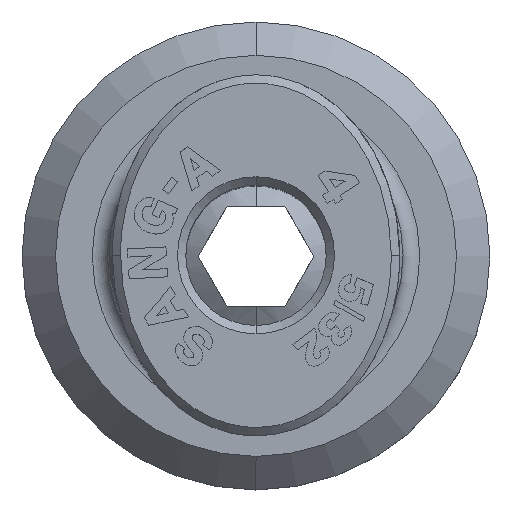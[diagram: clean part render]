
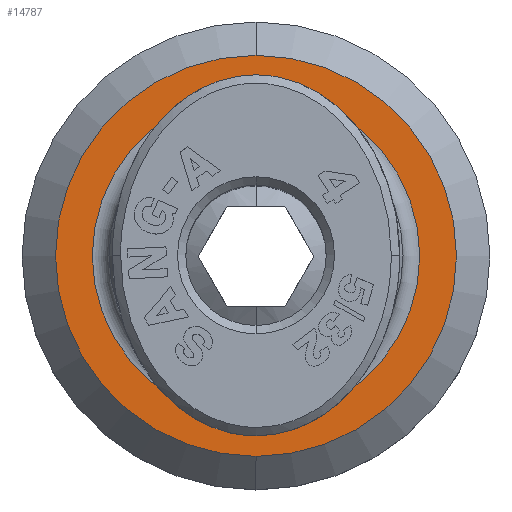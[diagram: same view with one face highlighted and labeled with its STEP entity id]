
A CAD part, top view. The second image highlights one B-rep face of the part: STEP entity #14787.
In plain terms, the highlighted planar face has unit normal (0, 0, 1).
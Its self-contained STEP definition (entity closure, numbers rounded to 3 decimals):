
#820 = DIRECTION ( 'NONE',  ( 0., -1., 0. ) ) ;
#870 = CARTESIAN_POINT ( 'NONE',  ( 22.995, 0., 5.504 ) ) ;
#939 = DIRECTION ( 'NONE',  ( 0., 0., 1. ) ) ;
#1533 = CIRCLE ( 'NONE', #10891, 4.9 ) ;
#2420 = DIRECTION ( 'NONE',  ( 0., 1., 0. ) ) ;
#2542 = DIRECTION ( 'NONE',  ( 0., 0., 1. ) ) ;
#3809 = PLANE ( 'NONE',  #14013 ) ;
#4014 = DIRECTION ( 'NONE',  ( 0., 1., 0. ) ) ;
#4609 = ORIENTED_EDGE ( 'NONE', *, *, #11943, .F. ) ;
#4692 = ORIENTED_EDGE ( 'NONE', *, *, #5370, .F. ) ;
#4986 = CARTESIAN_POINT ( 'NONE',  ( 22.995, -6., 5.504 ) ) ;
#5370 = EDGE_CURVE ( 'NONE', #6457, #15427, #18882, .T. ) ;
#6457 = VERTEX_POINT ( 'NONE', #17419 ) ;
#6933 = CARTESIAN_POINT ( 'NONE',  ( 22.995, 6., 5.504 ) ) ;
#7489 = AXIS2_PLACEMENT_3D ( 'NONE', #15744, #8488, #12759 ) ;
#7686 = DIRECTION ( 'NONE',  ( 0., 1., 0. ) ) ;
#8488 = DIRECTION ( 'NONE',  ( 0., 0., 1. ) ) ;
#9091 = CARTESIAN_POINT ( 'NONE',  ( 22.995, -4.9, 5.504 ) ) ;
#9857 = AXIS2_PLACEMENT_3D ( 'NONE', #870, #939, #820 ) ;
#9887 = EDGE_CURVE ( 'NONE', #13376, #12937, #12465, .T. ) ;
#10092 = CARTESIAN_POINT ( 'NONE',  ( 22.995, 0., 5.504 ) ) ;
#10604 = EDGE_LOOP ( 'NONE', ( #4692, #4609 ) ) ;
#10891 = AXIS2_PLACEMENT_3D ( 'NONE', #18749, #12665, #2420 ) ;
#11010 = EDGE_CURVE ( 'NONE', #12937, #13376, #14084, .T. ) ;
#11943 = EDGE_CURVE ( 'NONE', #15427, #6457, #1533, .T. ) ;
#12278 = EDGE_LOOP ( 'NONE', ( #13899, #14533 ) ) ;
#12465 = CIRCLE ( 'NONE', #7489, 6. ) ;
#12665 = DIRECTION ( 'NONE',  ( 0., 0., 1. ) ) ;
#12759 = DIRECTION ( 'NONE',  ( 0., -1., 0. ) ) ;
#12937 = VERTEX_POINT ( 'NONE', #6933 ) ;
#13042 = AXIS2_PLACEMENT_3D ( 'NONE', #10092, #17229, #4014 ) ;
#13376 = VERTEX_POINT ( 'NONE', #4986 ) ;
#13899 = ORIENTED_EDGE ( 'NONE', *, *, #9887, .T. ) ;
#14013 = AXIS2_PLACEMENT_3D ( 'NONE', #18460, #2542, #7686 ) ;
#14084 = CIRCLE ( 'NONE', #9857, 6. ) ;
#14272 = FACE_OUTER_BOUND ( 'NONE', #12278, .T. ) ;
#14533 = ORIENTED_EDGE ( 'NONE', *, *, #11010, .T. ) ;
#14787 = ADVANCED_FACE ( 'NONE', ( #18228, #14272 ), #3809, .T. ) ;
#15427 = VERTEX_POINT ( 'NONE', #9091 ) ;
#15744 = CARTESIAN_POINT ( 'NONE',  ( 22.995, 0., 5.504 ) ) ;
#17229 = DIRECTION ( 'NONE',  ( 0., 0., 1. ) ) ;
#17419 = CARTESIAN_POINT ( 'NONE',  ( 22.995, 4.9, 5.504 ) ) ;
#18228 = FACE_BOUND ( 'NONE', #10604, .T. ) ;
#18460 = CARTESIAN_POINT ( 'NONE',  ( 22.995, -5.7, 5.504 ) ) ;
#18749 = CARTESIAN_POINT ( 'NONE',  ( 22.995, 0., 5.504 ) ) ;
#18882 = CIRCLE ( 'NONE', #13042, 4.9 ) ;
